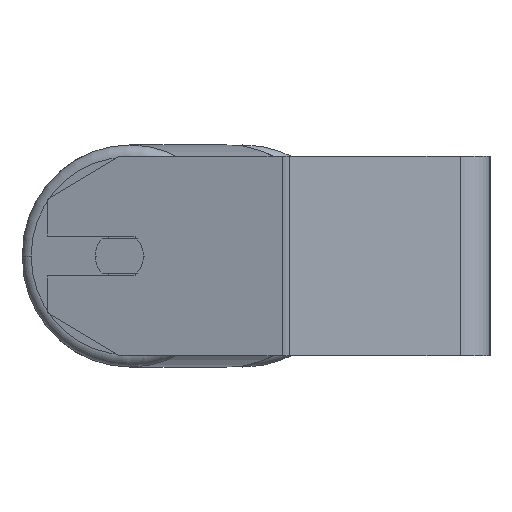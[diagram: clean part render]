
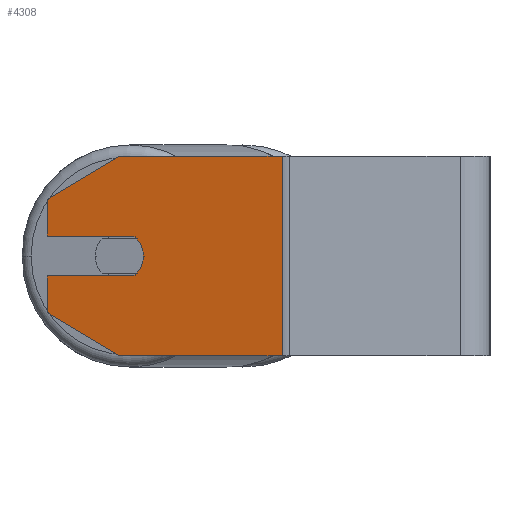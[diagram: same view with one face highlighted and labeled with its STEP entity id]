
A CAD part, left-side view. The second image highlights one B-rep face of the part: STEP entity #4308.
In plain terms, the highlighted planar face has unit normal (-0.966, 0.259, 0).
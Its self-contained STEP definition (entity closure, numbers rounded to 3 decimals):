
#56 = EDGE_CURVE ( 'NONE', #8316, #4134, #4429, .T. ) ;
#127 = CARTESIAN_POINT ( 'NONE',  ( -274.36, 177.459, 22.679 ) ) ;
#249 = ORIENTED_EDGE ( 'NONE', *, *, #4707, .F. ) ;
#450 = EDGE_CURVE ( 'NONE', #4576, #976, #4900, .T. ) ;
#518 = CARTESIAN_POINT ( 'NONE',  ( -274.36, 177.459, 40. ) ) ;
#637 = ORIENTED_EDGE ( 'NONE', *, *, #3405, .F. ) ;
#670 = DIRECTION ( 'NONE',  ( -0.259, -0.966, 0. ) ) ;
#706 = DIRECTION ( 'NONE',  ( 0., 0., -1. ) ) ;
#782 = EDGE_LOOP ( 'NONE', ( #1005, #7282, #4431, #8508, #1734, #637, #6138, #4494, #3062, #4320, #249 ) ) ;
#829 = DIRECTION ( 'NONE',  ( 0.224, 0.837, -0.5 ) ) ;
#976 = VERTEX_POINT ( 'NONE', #1473 ) ;
#1005 = ORIENTED_EDGE ( 'NONE', *, *, #56, .F. ) ;
#1120 = VECTOR ( 'NONE', #2752, 1000. ) ;
#1218 = CARTESIAN_POINT ( 'NONE',  ( -283.678, 142.685, -8. ) ) ;
#1330 = CARTESIAN_POINT ( 'NONE',  ( -274.36, 177.459, 40. ) ) ;
#1371 = CARTESIAN_POINT ( 'NONE',  ( -274.36, 177.459, 40. ) ) ;
#1473 = CARTESIAN_POINT ( 'NONE',  ( -299.591, 83.296, 40. ) ) ;
#1495 = CARTESIAN_POINT ( 'NONE',  ( -282.125, 148.481, -40. ) ) ;
#1526 = CIRCLE ( 'NONE', #5901, 10. ) ;
#1545 = CARTESIAN_POINT ( 'NONE',  ( -282.125, 148.481, 0. ) ) ;
#1688 = VERTEX_POINT ( 'NONE', #1495 ) ;
#1734 = ORIENTED_EDGE ( 'NONE', *, *, #6184, .T. ) ;
#1786 = DIRECTION ( 'NONE',  ( -0.224, -0.837, -0.5 ) ) ;
#1799 = VECTOR ( 'NONE', #706, 1000. ) ;
#1816 = VERTEX_POINT ( 'NONE', #7107 ) ;
#1851 = DIRECTION ( 'NONE',  ( 0.259, 0.966, 0. ) ) ;
#2163 = LINE ( 'NONE', #127, #2348 ) ;
#2182 = LINE ( 'NONE', #4886, #5908 ) ;
#2200 = VERTEX_POINT ( 'NONE', #5194 ) ;
#2210 = VECTOR ( 'NONE', #1851, 1000. ) ;
#2348 = VECTOR ( 'NONE', #829, 1000. ) ;
#2532 = VERTEX_POINT ( 'NONE', #3700 ) ;
#2605 = FACE_OUTER_BOUND ( 'NONE', #782, .T. ) ;
#2714 = LINE ( 'NONE', #1330, #1120 ) ;
#2752 = DIRECTION ( 'NONE',  ( 0., 0., -1. ) ) ;
#2787 = VECTOR ( 'NONE', #7766, 1000. ) ;
#3062 = ORIENTED_EDGE ( 'NONE', *, *, #5070, .T. ) ;
#3204 = LINE ( 'NONE', #8421, #5626 ) ;
#3205 = EDGE_CURVE ( 'NONE', #7405, #4867, #4595, .T. ) ;
#3405 = EDGE_CURVE ( 'NONE', #976, #4583, #7009, .T. ) ;
#3700 = CARTESIAN_POINT ( 'NONE',  ( -274.36, 177.459, -8. ) ) ;
#3715 = VECTOR ( 'NONE', #6848, 1000. ) ;
#3771 = EDGE_CURVE ( 'NONE', #2532, #8316, #2182, .T. ) ;
#3903 = CARTESIAN_POINT ( 'NONE',  ( -282.125, 148.481, 40. ) ) ;
#4033 = DIRECTION ( 'NONE',  ( -0.966, 0.259, 0. ) ) ;
#4068 = DIRECTION ( 'NONE',  ( -0.259, -0.966, 0. ) ) ;
#4134 = VERTEX_POINT ( 'NONE', #7564 ) ;
#4216 = DIRECTION ( 'NONE',  ( -0.259, -0.966, 0. ) ) ;
#4308 = ADVANCED_FACE ( 'NONE', ( #2605 ), #6584, .F. ) ;
#4320 = ORIENTED_EDGE ( 'NONE', *, *, #3205, .F. ) ;
#4393 = EDGE_CURVE ( 'NONE', #1816, #1688, #3204, .T. ) ;
#4429 = CIRCLE ( 'NONE', #6550, 10. ) ;
#4431 = ORIENTED_EDGE ( 'NONE', *, *, #7345, .T. ) ;
#4494 = ORIENTED_EDGE ( 'NONE', *, *, #5143, .T. ) ;
#4576 = VERTEX_POINT ( 'NONE', #3903 ) ;
#4583 = VERTEX_POINT ( 'NONE', #7134 ) ;
#4595 = LINE ( 'NONE', #7296, #2210 ) ;
#4707 = EDGE_CURVE ( 'NONE', #4134, #7405, #1526, .T. ) ;
#4726 = CARTESIAN_POINT ( 'NONE',  ( -274.36, 177.459, 40. ) ) ;
#4867 = VERTEX_POINT ( 'NONE', #5000 ) ;
#4886 = CARTESIAN_POINT ( 'NONE',  ( -283.678, 142.685, -8. ) ) ;
#4900 = LINE ( 'NONE', #4726, #3715 ) ;
#4915 = DIRECTION ( 'NONE',  ( -0.966, 0.259, 0. ) ) ;
#4923 = AXIS2_PLACEMENT_3D ( 'NONE', #518, #7385, #8573 ) ;
#5000 = CARTESIAN_POINT ( 'NONE',  ( -274.36, 177.459, 8. ) ) ;
#5070 = EDGE_CURVE ( 'NONE', #2200, #4867, #7435, .T. ) ;
#5143 = EDGE_CURVE ( 'NONE', #4576, #2200, #2163, .T. ) ;
#5194 = CARTESIAN_POINT ( 'NONE',  ( -274.36, 177.459, 22.679 ) ) ;
#5576 = DIRECTION ( 'NONE',  ( -0.259, -0.966, 0. ) ) ;
#5626 = VECTOR ( 'NONE', #1786, 1000. ) ;
#5633 = VECTOR ( 'NONE', #4068, 1000. ) ;
#5685 = CARTESIAN_POINT ( 'NONE',  ( -299.591, 83.296, 40. ) ) ;
#5901 = AXIS2_PLACEMENT_3D ( 'NONE', #6787, #4033, #670 ) ;
#5908 = VECTOR ( 'NONE', #4216, 1000. ) ;
#6138 = ORIENTED_EDGE ( 'NONE', *, *, #450, .F. ) ;
#6156 = CARTESIAN_POINT ( 'NONE',  ( -283.678, 142.685, 8. ) ) ;
#6184 = EDGE_CURVE ( 'NONE', #1688, #4583, #6734, .T. ) ;
#6550 = AXIS2_PLACEMENT_3D ( 'NONE', #1545, #4915, #5576 ) ;
#6584 = PLANE ( 'NONE',  #4923 ) ;
#6734 = LINE ( 'NONE', #6819, #5633 ) ;
#6787 = CARTESIAN_POINT ( 'NONE',  ( -282.125, 148.481, 0. ) ) ;
#6819 = CARTESIAN_POINT ( 'NONE',  ( -274.36, 177.459, -40. ) ) ;
#6848 = DIRECTION ( 'NONE',  ( -0.259, -0.966, 0. ) ) ;
#7009 = LINE ( 'NONE', #5685, #2787 ) ;
#7107 = CARTESIAN_POINT ( 'NONE',  ( -274.36, 177.459, -22.679 ) ) ;
#7134 = CARTESIAN_POINT ( 'NONE',  ( -299.591, 83.296, -40. ) ) ;
#7282 = ORIENTED_EDGE ( 'NONE', *, *, #3771, .F. ) ;
#7296 = CARTESIAN_POINT ( 'NONE',  ( -283.678, 142.685, 8. ) ) ;
#7345 = EDGE_CURVE ( 'NONE', #2532, #1816, #2714, .T. ) ;
#7385 = DIRECTION ( 'NONE',  ( 0.966, -0.259, 0. ) ) ;
#7405 = VERTEX_POINT ( 'NONE', #6156 ) ;
#7435 = LINE ( 'NONE', #1371, #1799 ) ;
#7564 = CARTESIAN_POINT ( 'NONE',  ( -284.713, 138.822, 0. ) ) ;
#7766 = DIRECTION ( 'NONE',  ( 0., 0., -1. ) ) ;
#8316 = VERTEX_POINT ( 'NONE', #1218 ) ;
#8421 = CARTESIAN_POINT ( 'NONE',  ( -282.125, 148.481, -40. ) ) ;
#8508 = ORIENTED_EDGE ( 'NONE', *, *, #4393, .T. ) ;
#8573 = DIRECTION ( 'NONE',  ( 0.259, 0.966, 0. ) ) ;
